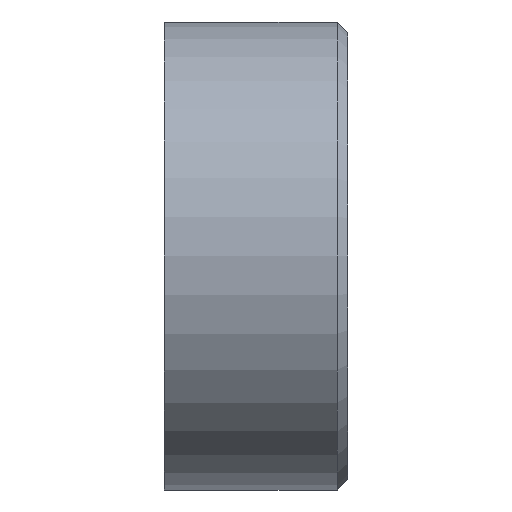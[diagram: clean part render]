
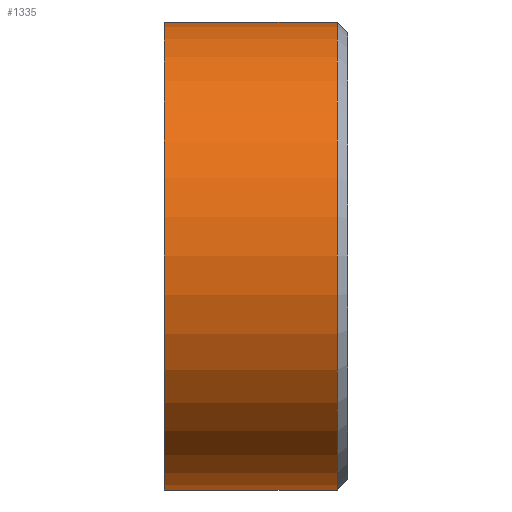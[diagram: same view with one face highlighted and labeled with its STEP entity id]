
A CAD part, left-side view. The second image highlights one B-rep face of the part: STEP entity #1335.
In plain terms, the highlighted cylindrical face has radius 16 mm (diameter 32 mm), a partial arc.
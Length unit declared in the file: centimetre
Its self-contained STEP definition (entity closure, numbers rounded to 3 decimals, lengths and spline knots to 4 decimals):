
#27=CYLINDRICAL_SURFACE($,#1443,1.6);
#108=CIRCLE($,#1437,1.6);
#110=CIRCLE($,#1444,1.6);
#151=FACE_OUTER_BOUND($,#245,.T.);
#245=EDGE_LOOP($,(#990,#991,#992,#993));
#349=LINE($,#2031,#485);
#354=LINE($,#2041,#490);
#485=VECTOR($,#1652,1.);
#490=VECTOR($,#1659,1.);
#627=VERTEX_POINT($,#2014);
#628=VERTEX_POINT($,#2016);
#631=VERTEX_POINT($,#2030);
#635=VERTEX_POINT($,#2040);
#761=EDGE_CURVE($,#628,#627,#108,.T.);
#767=EDGE_CURVE($,#627,#631,#349,.T.);
#772=EDGE_CURVE($,#628,#635,#354,.T.);
#773=EDGE_CURVE($,#631,#635,#110,.T.);
#990=ORIENTED_EDGE($,*,*,#761,.F.);
#991=ORIENTED_EDGE($,*,*,#772,.T.);
#992=ORIENTED_EDGE($,*,*,#773,.F.);
#993=ORIENTED_EDGE($,*,*,#767,.F.);
#1335=ADVANCED_FACE($,(#151),#27,.T.);
#1437=AXIS2_PLACEMENT_3D($,#2018,#1636,#1637);
#1443=AXIS2_PLACEMENT_3D($,#2039,#1657,#1658);
#1444=AXIS2_PLACEMENT_3D($,#2042,#1660,#1661);
#1636=DIRECTION('center_axis',(0.,-1.,0.));
#1637=DIRECTION('ref_axis',(-0.122,0.,0.993));
#1652=DIRECTION($,(0.,1.,0.));
#1657=DIRECTION('center_axis',(0.,1.,0.));
#1658=DIRECTION('ref_axis',(0.122,0.,-0.993));
#1659=DIRECTION($,(0.,1.,0.));
#1660=DIRECTION('center_axis',(0.,1.,0.));
#1661=DIRECTION('ref_axis',(0.122,0.,-0.993));
#2014=CARTESIAN_POINT('',(0.1956,-0.055,-1.588));
#2016=CARTESIAN_POINT('',(0.1956,-0.055,1.588));
#2018=CARTESIAN_POINT('Origin',(0.,-0.055,0.));
#2030=CARTESIAN_POINT('',(0.1956,1.125,-1.588));
#2031=CARTESIAN_POINT($,(0.1956,0.,-1.588));
#2039=CARTESIAN_POINT('Origin',(0.,0.,0.));
#2040=CARTESIAN_POINT('',(0.1956,1.125,1.588));
#2041=CARTESIAN_POINT($,(0.1956,0.,1.588));
#2042=CARTESIAN_POINT('Origin',(0.,1.125,0.));
